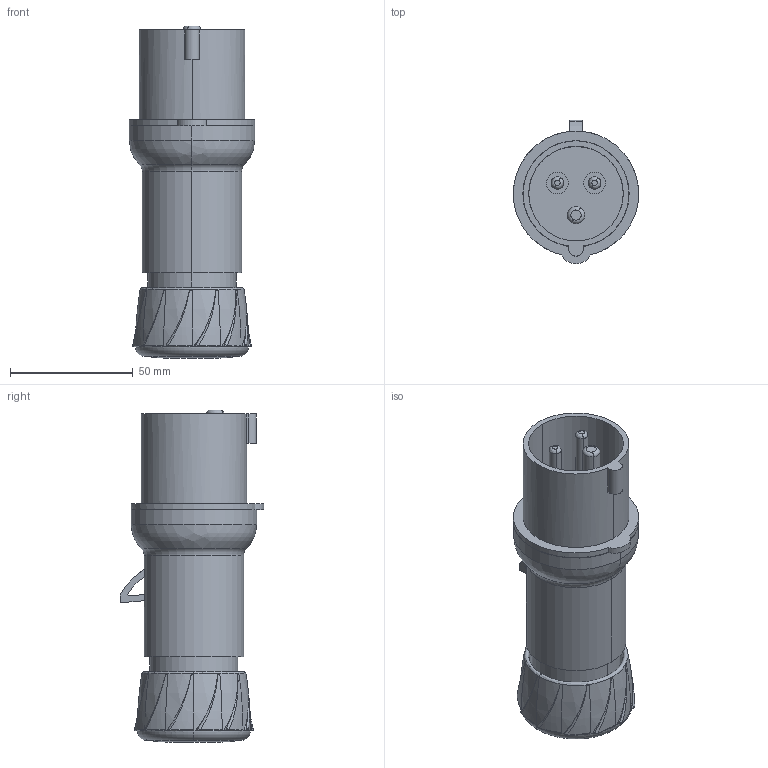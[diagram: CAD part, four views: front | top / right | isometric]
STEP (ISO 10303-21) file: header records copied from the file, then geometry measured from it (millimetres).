
FILE_DESCRIPTION((''),'2;1');
FILE_NAME('PKE16M423__ASM','2022-09-28T15:42:44',('danae.LAVAUD'),(''),'CREO PARAMETRIC BY PTC INC, 2018260','CREO PARAMETRIC BY PTC INC, 2018260','');
FILE_SCHEMA(('CONFIG_CONTROL_DESIGN'));
Products named in the file (12): _PRT_001; _PRT_003; _PRT_004; _PRT_002_ASM; _PRT_005; _PRT_011; _PRT_007; _PRT_008; _PRT_009; _PRT_006_ASM; _PRT_010; PKE16M423__ASM
Assembly tree (11 placements, depth 3):
  PKE16M423__ASM
    _PRT_001
    _PRT_002_ASM
      _PRT_003
      _PRT_004
    _PRT_005
    _PRT_011
    _PRT_006_ASM
      _PRT_007
      _PRT_008
      _PRT_009
    _PRT_010
Bounding box: 51 x 58.48 x 135.02 mm (x, y, z)
Volume: 91276.6 mm3; surface area: 59967.2 mm2
Topology: 9 solids, 9 shells, 331 faces, 850 edges, 555 vertices
Faces by surface type: cylinder 135, bspline 78, plane 70, torus 38, cone 10
Entity records: 15502 total; most frequent: CARTESIAN_POINT 7607, ORIENTED_EDGE 1700, DIRECTION 1549, EDGE_CURVE 850, AXIS2_PLACEMENT_3D 690, VERTEX_POINT 555, CIRCLE 409, EDGE_LOOP 361
